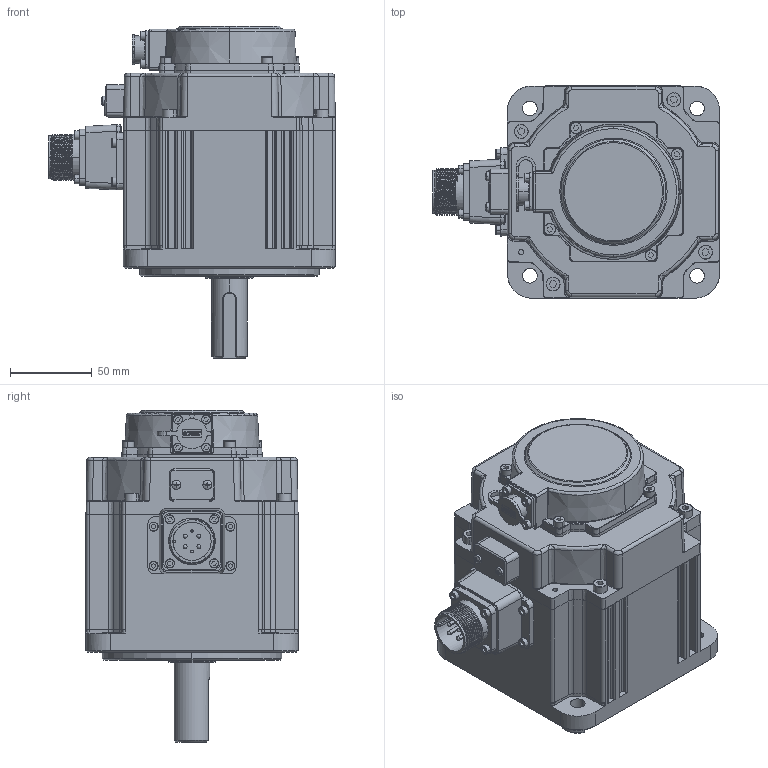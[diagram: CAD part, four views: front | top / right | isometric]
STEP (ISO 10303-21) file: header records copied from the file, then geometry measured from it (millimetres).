
FILE_DESCRIPTION (( 'STEP AP203' ), '1' );
FILE_NAME ('MS6G-130CM25BZ2-21P0.STEP', '2023-02-27T09:33:27', ( '' ), ( '' ), 'SwSTEP 2.0', 'SolidWorks 2016', '' );
FILE_SCHEMA (( 'CONFIG_CONTROL_DESIGN' ));
Length unit declared in the file: millimetre
Products named in the file (1): MS6G-130CM25BZ2-21P0
Bounding box: 175.9 x 130 x 203.5 mm (x, y, z)
Surface area: 134111.7 mm2 (no closed solid volume)
Topology: 0 solids, 39 shells, 995 faces, 3260 edges, 2260 vertices
Faces by surface type: plane 393, cylinder 302, bspline 125, torus 100, cone 71, sphere 4
Entity records: 42582 total; most frequent: CARTESIAN_POINT 15949, ORIENTED_EDGE 5357, DIRECTION 5175, EDGE_CURVE 3240, VERTEX_POINT 2260, AXIS2_PLACEMENT_3D 1884, VECTOR 1407, LINE 1407
